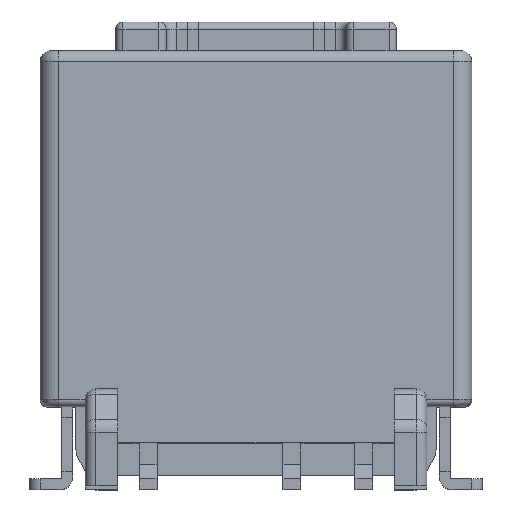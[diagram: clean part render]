
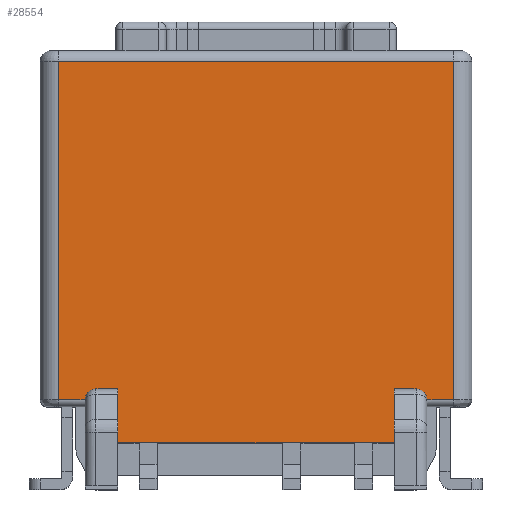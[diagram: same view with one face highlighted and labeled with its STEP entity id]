
A CAD part, top view. The second image highlights one B-rep face of the part: STEP entity #28554.
In plain terms, the highlighted planar face has unit normal (0, 0, 1).
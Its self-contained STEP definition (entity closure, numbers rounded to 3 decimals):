
#123 = ORIENTED_EDGE ( 'NONE', *, *, #16805, .T. ) ;
#178 = DIRECTION ( 'NONE',  ( 0., 1., 0. ) ) ;
#610 = DIRECTION ( 'NONE',  ( 0., -1., 0. ) ) ;
#732 = EDGE_CURVE ( 'NONE', #15334, #5893, #8963, .T. ) ;
#775 = EDGE_CURVE ( 'NONE', #4407, #20335, #27165, .T. ) ;
#816 = AXIS2_PLACEMENT_3D ( 'NONE', #20337, #11237, #6406 ) ;
#969 = ORIENTED_EDGE ( 'NONE', *, *, #12333, .T. ) ;
#1093 = LINE ( 'NONE', #14596, #12786 ) ;
#1544 = VERTEX_POINT ( 'NONE', #24897 ) ;
#1592 = DIRECTION ( 'NONE',  ( 0., -1., 0. ) ) ;
#2526 = CARTESIAN_POINT ( 'NONE',  ( 4.45, 2.8, 2.7 ) ) ;
#3436 = DIRECTION ( 'NONE',  ( -1., 0., 0. ) ) ;
#4049 = ORIENTED_EDGE ( 'NONE', *, *, #21369, .T. ) ;
#4407 = VERTEX_POINT ( 'NONE', #19605 ) ;
#4905 = EDGE_LOOP ( 'NONE', ( #15044, #10494, #969, #20487, #123, #20777, #11860, #12726, #4049, #6872, #9736, #26046 ) ) ;
#5053 = CARTESIAN_POINT ( 'NONE',  ( 5.05, 2.8, 2.7 ) ) ;
#5371 = VECTOR ( 'NONE', #610, 1000. ) ;
#5893 = VERTEX_POINT ( 'NONE', #16343 ) ;
#6040 = CARTESIAN_POINT ( 'NONE',  ( -3.85, 2.8, 2.7 ) ) ;
#6123 = LINE ( 'NONE', #28259, #28896 ) ;
#6406 = DIRECTION ( 'NONE',  ( 0., 1., 0. ) ) ;
#6872 = ORIENTED_EDGE ( 'NONE', *, *, #13018, .T. ) ;
#6931 = DIRECTION ( 'NONE',  ( 1., 0., 0. ) ) ;
#7189 = VERTEX_POINT ( 'NONE', #20145 ) ;
#8494 = VECTOR ( 'NONE', #6931, 1000. ) ;
#8963 = LINE ( 'NONE', #9548, #5371 ) ;
#9548 = CARTESIAN_POINT ( 'NONE',  ( 3.85, 1.3, 2.7 ) ) ;
#9736 = ORIENTED_EDGE ( 'NONE', *, *, #26960, .T. ) ;
#10494 = ORIENTED_EDGE ( 'NONE', *, *, #732, .F. ) ;
#10970 = VECTOR ( 'NONE', #1592, 1000. ) ;
#10981 = DIRECTION ( 'NONE',  ( 1., 0., 0. ) ) ;
#11096 = CARTESIAN_POINT ( 'NONE',  ( -3.85, 1.3, 2.7 ) ) ;
#11227 = VERTEX_POINT ( 'NONE', #12581 ) ;
#11237 = DIRECTION ( 'NONE',  ( 0., 0., -1. ) ) ;
#11254 = EDGE_CURVE ( 'NONE', #20335, #14542, #6123, .T. ) ;
#11860 = ORIENTED_EDGE ( 'NONE', *, *, #11254, .T. ) ;
#11980 = AXIS2_PLACEMENT_3D ( 'NONE', #25617, #14052, #12259 ) ;
#12259 = DIRECTION ( 'NONE',  ( 0., -1., 0. ) ) ;
#12333 = EDGE_CURVE ( 'NONE', #15334, #27766, #27169, .T. ) ;
#12363 = VECTOR ( 'NONE', #10981, 1000. ) ;
#12581 = CARTESIAN_POINT ( 'NONE',  ( -3.85, 1.3, 2.7 ) ) ;
#12726 = ORIENTED_EDGE ( 'NONE', *, *, #24938, .T. ) ;
#12741 = CARTESIAN_POINT ( 'NONE',  ( -5.5, 2.8, 2.7 ) ) ;
#12786 = VECTOR ( 'NONE', #3436, 1000. ) ;
#13018 = EDGE_CURVE ( 'NONE', #1544, #27483, #22740, .T. ) ;
#13870 = DIRECTION ( 'NONE',  ( 0., 1., 0. ) ) ;
#14052 = DIRECTION ( 'NONE',  ( 0., 0., 1. ) ) ;
#14542 = VERTEX_POINT ( 'NONE', #26333 ) ;
#14596 = CARTESIAN_POINT ( 'NONE',  ( -5.05, 1.3, 2.7 ) ) ;
#15044 = ORIENTED_EDGE ( 'NONE', *, *, #25569, .F. ) ;
#15334 = VERTEX_POINT ( 'NONE', #24512 ) ;
#16173 = VECTOR ( 'NONE', #22965, 1000. ) ;
#16343 = CARTESIAN_POINT ( 'NONE',  ( 3.85, 1.3, 2.7 ) ) ;
#16794 = LINE ( 'NONE', #5053, #16173 ) ;
#16805 = EDGE_CURVE ( 'NONE', #7189, #4407, #18038, .T. ) ;
#17189 = CIRCLE ( 'NONE', #816, 0.3 ) ;
#17312 = CARTESIAN_POINT ( 'NONE',  ( 5.5, 11.9, 2.7 ) ) ;
#17479 = DIRECTION ( 'NONE',  ( 1., 0., 0. ) ) ;
#18014 = FACE_OUTER_BOUND ( 'NONE', #4905, .T. ) ;
#18038 = LINE ( 'NONE', #24788, #12363 ) ;
#18276 = DIRECTION ( 'NONE',  ( 0., 0., -1. ) ) ;
#18294 = EDGE_CURVE ( 'NONE', #27766, #7189, #17189, .T. ) ;
#18810 = VERTEX_POINT ( 'NONE', #6040 ) ;
#19605 = CARTESIAN_POINT ( 'NONE',  ( 5.5, 2.5, 2.7 ) ) ;
#19664 = CARTESIAN_POINT ( 'NONE',  ( -4.45, 2.8, 2.7 ) ) ;
#20082 = VECTOR ( 'NONE', #17479, 1000. ) ;
#20145 = CARTESIAN_POINT ( 'NONE',  ( 4.75, 2.5, 2.7 ) ) ;
#20198 = DIRECTION ( 'NONE',  ( 0., 1., 0. ) ) ;
#20273 = CARTESIAN_POINT ( 'NONE',  ( 5.5, 2.8, 2.7 ) ) ;
#20335 = VERTEX_POINT ( 'NONE', #17312 ) ;
#20337 = CARTESIAN_POINT ( 'NONE',  ( 4.45, 2.5, 2.7 ) ) ;
#20473 = CARTESIAN_POINT ( 'NONE',  ( -4.45, 2.5, 2.7 ) ) ;
#20487 = ORIENTED_EDGE ( 'NONE', *, *, #18294, .T. ) ;
#20777 = ORIENTED_EDGE ( 'NONE', *, *, #775, .T. ) ;
#20799 = PLANE ( 'NONE',  #11980 ) ;
#21251 = VECTOR ( 'NONE', #20198, 1000. ) ;
#21369 = EDGE_CURVE ( 'NONE', #22684, #1544, #28471, .T. ) ;
#21710 = CARTESIAN_POINT ( 'NONE',  ( -5.5, 2.5, 2.7 ) ) ;
#22013 = LINE ( 'NONE', #12741, #10970 ) ;
#22684 = VERTEX_POINT ( 'NONE', #21710 ) ;
#22740 = CIRCLE ( 'NONE', #25083, 0.3 ) ;
#22928 = DIRECTION ( 'NONE',  ( -1., 0., 0. ) ) ;
#22965 = DIRECTION ( 'NONE',  ( 1., 0., 0. ) ) ;
#24512 = CARTESIAN_POINT ( 'NONE',  ( 3.85, 2.8, 2.7 ) ) ;
#24788 = CARTESIAN_POINT ( 'NONE',  ( 5.05, 2.5, 2.7 ) ) ;
#24897 = CARTESIAN_POINT ( 'NONE',  ( -4.75, 2.5, 2.7 ) ) ;
#24938 = EDGE_CURVE ( 'NONE', #14542, #22684, #22013, .T. ) ;
#24963 = CARTESIAN_POINT ( 'NONE',  ( 5.05, 2.8, 2.7 ) ) ;
#25083 = AXIS2_PLACEMENT_3D ( 'NONE', #20473, #18276, #13870 ) ;
#25431 = EDGE_CURVE ( 'NONE', #11227, #18810, #26646, .T. ) ;
#25569 = EDGE_CURVE ( 'NONE', #5893, #11227, #1093, .T. ) ;
#25617 = CARTESIAN_POINT ( 'NONE',  ( 5.05, 2.8, 2.7 ) ) ;
#26046 = ORIENTED_EDGE ( 'NONE', *, *, #25431, .F. ) ;
#26270 = CARTESIAN_POINT ( 'NONE',  ( 5.05, 2.5, 2.7 ) ) ;
#26333 = CARTESIAN_POINT ( 'NONE',  ( -5.5, 11.9, 2.7 ) ) ;
#26646 = LINE ( 'NONE', #11096, #21251 ) ;
#26960 = EDGE_CURVE ( 'NONE', #27483, #18810, #16794, .T. ) ;
#27165 = LINE ( 'NONE', #20273, #27871 ) ;
#27169 = LINE ( 'NONE', #24963, #8494 ) ;
#27483 = VERTEX_POINT ( 'NONE', #19664 ) ;
#27766 = VERTEX_POINT ( 'NONE', #2526 ) ;
#27871 = VECTOR ( 'NONE', #178, 1000. ) ;
#28259 = CARTESIAN_POINT ( 'NONE',  ( 5.05, 11.9, 2.7 ) ) ;
#28471 = LINE ( 'NONE', #26270, #20082 ) ;
#28554 = ADVANCED_FACE ( 'NONE', ( #18014 ), #20799, .T. ) ;
#28896 = VECTOR ( 'NONE', #22928, 1000. ) ;
